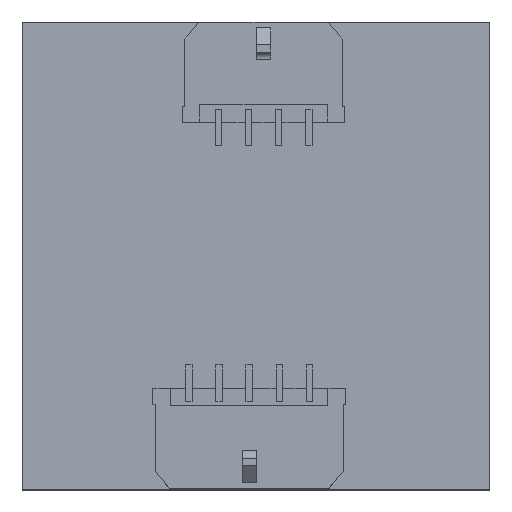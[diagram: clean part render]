
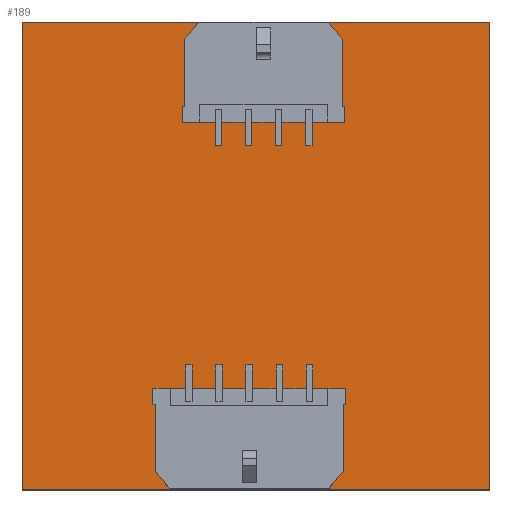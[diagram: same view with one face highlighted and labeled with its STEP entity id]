
A CAD part, top view. The second image highlights one B-rep face of the part: STEP entity #189.
In plain terms, the highlighted planar face has unit normal (0, 0, 1).
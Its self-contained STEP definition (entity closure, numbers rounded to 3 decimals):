
#60 = VERTEX_POINT('',#61);
#61 = CARTESIAN_POINT('',(-3.,-3.1,0.411));
#67 = EDGE_CURVE('',#60,#68,#70,.T.);
#68 = VERTEX_POINT('',#69);
#69 = CARTESIAN_POINT('',(-3.,43.4,0.411));
#70 = LINE('',#71,#72);
#71 = CARTESIAN_POINT('',(-3.,-3.1,0.411));
#72 = VECTOR('',#73,1.);
#73 = DIRECTION('',(0.,1.,0.));
#98 = EDGE_CURVE('',#68,#99,#101,.T.);
#99 = VERTEX_POINT('',#100);
#100 = CARTESIAN_POINT('',(43.5,43.4,0.411));
#101 = LINE('',#102,#103);
#102 = CARTESIAN_POINT('',(-3.,43.4,0.411));
#103 = VECTOR('',#104,1.);
#104 = DIRECTION('',(1.,0.,0.));
#129 = EDGE_CURVE('',#99,#130,#132,.T.);
#130 = VERTEX_POINT('',#131);
#131 = CARTESIAN_POINT('',(43.5,-3.1,0.411));
#132 = LINE('',#133,#134);
#133 = CARTESIAN_POINT('',(43.5,43.4,0.411));
#134 = VECTOR('',#135,1.);
#135 = DIRECTION('',(0.,-1.,0.));
#160 = EDGE_CURVE('',#130,#60,#161,.T.);
#161 = LINE('',#162,#163);
#162 = CARTESIAN_POINT('',(43.5,-3.1,0.411));
#163 = VECTOR('',#164,1.);
#164 = DIRECTION('',(-1.,0.,0.));
#189 = ADVANCED_FACE('',(#190),#196,.T.);
#190 = FACE_BOUND('',#191,.F.);
#191 = EDGE_LOOP('',(#192,#193,#194,#195));
#192 = ORIENTED_EDGE('',*,*,#67,.T.);
#193 = ORIENTED_EDGE('',*,*,#98,.T.);
#194 = ORIENTED_EDGE('',*,*,#129,.T.);
#195 = ORIENTED_EDGE('',*,*,#160,.T.);
#196 = PLANE('',#197);
#197 = AXIS2_PLACEMENT_3D('',#198,#199,#200);
#198 = CARTESIAN_POINT('',(-3.,-3.1,0.411));
#199 = DIRECTION('',(0.,0.,1.));
#200 = DIRECTION('',(1.,0.,0.));
